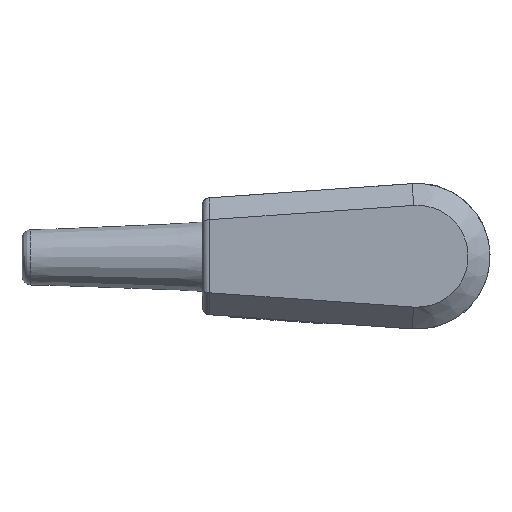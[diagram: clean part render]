
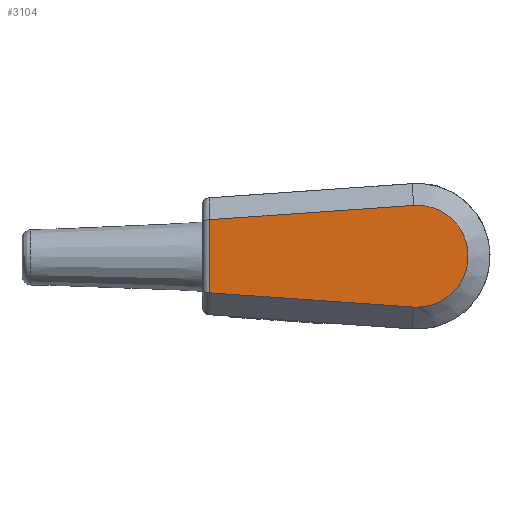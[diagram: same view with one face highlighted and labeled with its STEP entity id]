
A CAD part, left-side view. The second image highlights one B-rep face of the part: STEP entity #3104.
In plain terms, the highlighted planar face has unit normal (-1, 0, 0).
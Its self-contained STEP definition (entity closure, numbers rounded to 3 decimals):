
#3104=ADVANCED_FACE('4-0-6',(#3917),#3585,.T.);
#3585=PLANE('',#11878);
#3917=FACE_OUTER_BOUND('',#4418,.T.);
#4418=EDGE_LOOP('',(#5851,#5852,#5853,#5854));
#4895=CIRCLE('',#11877,7.);
#5851=ORIENTED_EDGE('',*,*,#9254,.T.);
#5852=ORIENTED_EDGE('',*,*,#9255,.T.);
#5853=ORIENTED_EDGE('',*,*,#9256,.T.);
#5854=ORIENTED_EDGE('',*,*,#9257,.T.);
#8229=VERTEX_POINT('',#16049);
#8230=VERTEX_POINT('',#16050);
#8231=VERTEX_POINT('',#16052);
#8232=VERTEX_POINT('',#16054);
#9254=EDGE_CURVE('',#8229,#8230,#10533,.T.);
#9255=EDGE_CURVE('',#8230,#8231,#10534,.T.);
#9256=EDGE_CURVE('',#8231,#8232,#4895,.T.);
#9257=EDGE_CURVE('',#8232,#8229,#10535,.T.);
#10533=LINE('',#16048,#11249);
#10534=LINE('',#16051,#11250);
#10535=LINE('',#16055,#11251);
#11249=VECTOR('',#13277,1.);
#11250=VECTOR('',#13278,1.);
#11251=VECTOR('',#13281,1.);
#11877=AXIS2_PLACEMENT_3D('',#16053,#13279,#13280);
#11878=AXIS2_PLACEMENT_3D('',#16056,#13282,#13283);
#13277=DIRECTION('',(0.,0.,-1.));
#13278=DIRECTION('',(0.,-0.998,-0.07));
#13279=DIRECTION('',(-1.,0.,0.));
#13280=DIRECTION('',(0.,0.07,-0.998));
#13281=DIRECTION('',(0.,0.998,-0.07));
#13282=DIRECTION('',(-1.,0.,0.));
#13283=DIRECTION('',(0.,0.,-1.));
#16048=CARTESIAN_POINT('',(-7.6,28.561,4.917));
#16049=CARTESIAN_POINT('',(-7.6,28.561,4.917));
#16050=CARTESIAN_POINT('',(-7.6,28.561,-5.131));
#16051=CARTESIAN_POINT('',(-7.6,28.561,-5.131));
#16052=CARTESIAN_POINT('',(-7.6,0.549,-7.09));
#16053=CARTESIAN_POINT('',(-7.6,0.061,-0.107));
#16054=CARTESIAN_POINT('',(-7.6,0.549,6.876));
#16055=CARTESIAN_POINT('',(-7.6,0.549,6.876));
#16056=CARTESIAN_POINT('',(-7.6,31.536,7.746));
